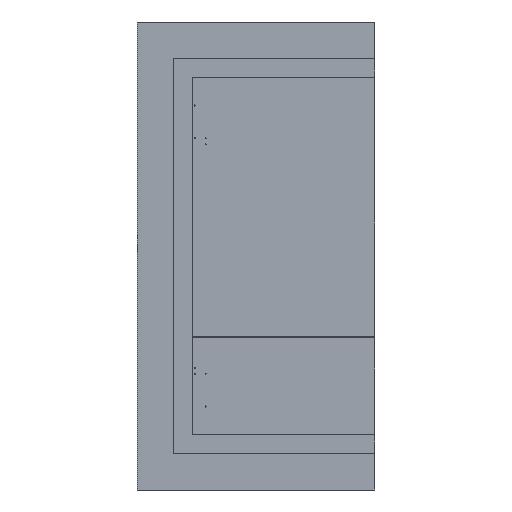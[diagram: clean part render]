
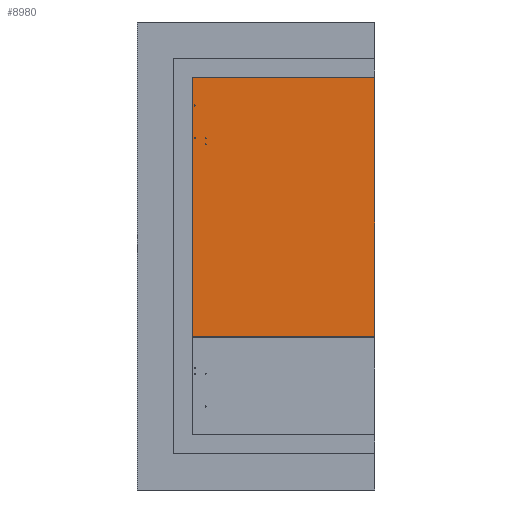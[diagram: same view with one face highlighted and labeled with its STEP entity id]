
A CAD part, left-side view. The second image highlights one B-rep face of the part: STEP entity #8980.
In plain terms, the highlighted planar face has unit normal (-1, 0, 0).
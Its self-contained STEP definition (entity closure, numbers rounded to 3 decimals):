
#6880=CARTESIAN_POINT('',(-42.,-65.15,-1151.6));
#6890=DIRECTION('',(0.,0.,1.));
#6900=VECTOR('',#6890,1.);
#6910=LINE('',#6880,#6900);
#6920=CARTESIAN_POINT('',(-42.,-65.15,-2352.25));
#6930=VERTEX_POINT('',#6920);
#6940=CARTESIAN_POINT('',(-42.,-65.15,-1273.75));
#6950=VERTEX_POINT('',#6940);
#6960=EDGE_CURVE('',#6930,#6950,#6910,.T.);
#7660=CARTESIAN_POINT('',(-42.,-826.65,-2352.25));
#7670=VERTEX_POINT('',#7660);
#7700=CARTESIAN_POINT('',(-42.,-826.65,-1151.6));
#7710=DIRECTION('',(0.,0.,-1.));
#7720=VECTOR('',#7710,1.);
#7730=LINE('',#7700,#7720);
#7740=CARTESIAN_POINT('',(-42.,-826.65,-1273.75));
#7750=VERTEX_POINT('',#7740);
#7760=EDGE_CURVE('',#7750,#7670,#7730,.T.);
#8170=CARTESIAN_POINT('',(-42.,-126.65,-2623.088));
#8180=DIRECTION('',(-1.,0.,0.));
#8190=DIRECTION('',(0.,0.,1.));
#8200=AXIS2_PLACEMENT_3D('',#8170,#8180,#8190);
#8210=PLANE('',#8200);
#8220=CARTESIAN_POINT('',(-42.,-84.75,-1401.25));
#8230=DIRECTION('',(1.,0.,0.));
#8240=DIRECTION('',(0.,0.,-1.));
#8250=AXIS2_PLACEMENT_3D('',#8220,#8230,#8240);
#8260=CIRCLE('',#8250,2.1);
#8270=CARTESIAN_POINT('',(-42.,-84.75,-1403.35));
#8280=VERTEX_POINT('',#8270);
#8290=CARTESIAN_POINT('',(-42.,-84.75,-1399.15));
#8300=VERTEX_POINT('',#8290);
#8310=EDGE_CURVE('',#8280,#8300,#8260,.T.);
#8320=ORIENTED_EDGE('',*,*,#8310,.T.);
#8330=EDGE_CURVE('',#8300,#8280,#8260,.T.);
#8340=ORIENTED_EDGE('',*,*,#8330,.T.);
#8350=EDGE_LOOP('',(#8340,#8320));
#8360=FACE_BOUND('',#8350,.T.);
#8370=CARTESIAN_POINT('',(-42.,-128.75,-1536.25));
#8380=DIRECTION('',(1.,0.,0.));
#8390=DIRECTION('',(0.,0.,-1.));
#8400=AXIS2_PLACEMENT_3D('',#8370,#8380,#8390);
#8410=CIRCLE('',#8400,2.1);
#8420=CARTESIAN_POINT('',(-42.,-128.75,-1538.35));
#8430=VERTEX_POINT('',#8420);
#8440=CARTESIAN_POINT('',(-42.,-128.75,-1534.15));
#8450=VERTEX_POINT('',#8440);
#8460=EDGE_CURVE('',#8430,#8450,#8410,.T.);
#8470=ORIENTED_EDGE('',*,*,#8460,.T.);
#8480=EDGE_CURVE('',#8450,#8430,#8410,.T.);
#8490=ORIENTED_EDGE('',*,*,#8480,.T.);
#8500=EDGE_LOOP('',(#8490,#8470));
#8510=FACE_BOUND('',#8500,.T.);
#8520=CARTESIAN_POINT('',(-42.,-128.75,-1561.25));
#8530=DIRECTION('',(1.,0.,0.));
#8540=DIRECTION('',(0.,0.,-1.));
#8550=AXIS2_PLACEMENT_3D('',#8520,#8530,#8540);
#8560=CIRCLE('',#8550,2.1);
#8570=CARTESIAN_POINT('',(-42.,-128.75,-1563.35));
#8580=VERTEX_POINT('',#8570);
#8590=CARTESIAN_POINT('',(-42.,-128.75,-1559.15));
#8600=VERTEX_POINT('',#8590);
#8610=EDGE_CURVE('',#8580,#8600,#8560,.T.);
#8620=ORIENTED_EDGE('',*,*,#8610,.T.);
#8630=EDGE_CURVE('',#8600,#8580,#8560,.T.);
#8640=ORIENTED_EDGE('',*,*,#8630,.T.);
#8650=EDGE_LOOP('',(#8640,#8620));
#8660=FACE_BOUND('',#8650,.T.);
#8670=CARTESIAN_POINT('',(-42.,-84.75,-1536.25));
#8680=DIRECTION('',(1.,0.,0.));
#8690=DIRECTION('',(0.,0.,-1.));
#8700=AXIS2_PLACEMENT_3D('',#8670,#8680,#8690);
#8710=CIRCLE('',#8700,2.1);
#8720=CARTESIAN_POINT('',(-42.,-84.75,-1538.35));
#8730=VERTEX_POINT('',#8720);
#8740=CARTESIAN_POINT('',(-42.,-84.75,-1534.15));
#8750=VERTEX_POINT('',#8740);
#8760=EDGE_CURVE('',#8730,#8750,#8710,.T.);
#8770=ORIENTED_EDGE('',*,*,#8760,.T.);
#8780=EDGE_CURVE('',#8750,#8730,#8710,.T.);
#8790=ORIENTED_EDGE('',*,*,#8780,.T.);
#8800=EDGE_LOOP('',(#8790,#8770));
#8810=FACE_BOUND('',#8800,.T.);
#8820=CARTESIAN_POINT('',(-42.,-193.9,-1273.75));
#8830=DIRECTION('',(0.,1.,0.));
#8840=VECTOR('',#8830,1.);
#8850=LINE('',#8820,#8840);
#8860=EDGE_CURVE('',#7750,#6950,#8850,.T.);
#8870=ORIENTED_EDGE('',*,*,#8860,.T.);
#8880=ORIENTED_EDGE('',*,*,#7760,.F.);
#8890=CARTESIAN_POINT('',(-42.,-193.9,-2352.25));
#8900=DIRECTION('',(0.,-1.,0.));
#8910=VECTOR('',#8900,1.);
#8920=LINE('',#8890,#8910);
#8930=EDGE_CURVE('',#6930,#7670,#8920,.T.);
#8940=ORIENTED_EDGE('',*,*,#8930,.T.);
#8950=ORIENTED_EDGE('',*,*,#6960,.F.);
#8960=EDGE_LOOP('',(#8950,#8940,#8880,#8870));
#8970=FACE_OUTER_BOUND('',#8960,.T.);
#8980=ADVANCED_FACE('',(#8360,#8510,#8660,#8810,#8970),#8210,.T.);
